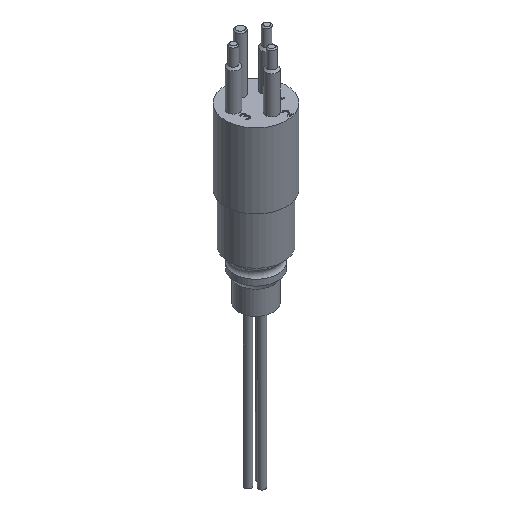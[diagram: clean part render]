
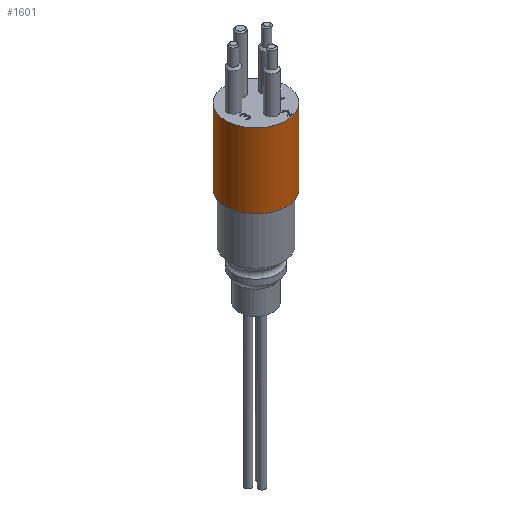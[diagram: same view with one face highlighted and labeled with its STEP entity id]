
A CAD part, isometric view. The second image highlights one B-rep face of the part: STEP entity #1601.
In plain terms, the highlighted cylindrical face has radius 7.75 mm (diameter 15.5 mm), a full revolution.
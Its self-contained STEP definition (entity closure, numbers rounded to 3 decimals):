
#28=CYLINDRICAL_SURFACE($,#1702,7.75);
#61=FACE_BOUND($,#421,.T.);
#106=CIRCLE($,#1703,7.75);
#107=CIRCLE($,#1704,7.75);
#298=FACE_OUTER_BOUND($,#420,.T.);
#420=EDGE_LOOP($,(#1323));
#421=EDGE_LOOP($,(#1324));
#782=VERTEX_POINT($,#2852);
#783=VERTEX_POINT($,#2854);
#983=EDGE_CURVE($,#782,#782,#106,.T.);
#984=EDGE_CURVE($,#783,#783,#107,.T.);
#1323=ORIENTED_EDGE($,*,*,#983,.T.);
#1324=ORIENTED_EDGE($,*,*,#984,.F.);
#1601=ADVANCED_FACE($,(#298,#61),#28,.T.);
#1702=AXIS2_PLACEMENT_3D($,#2851,#2002,#2003);
#1703=AXIS2_PLACEMENT_3D($,#2853,#2004,#2005);
#1704=AXIS2_PLACEMENT_3D($,#2855,#2006,#2007);
#2002=DIRECTION('center_axis',(0.,0.,1.));
#2003=DIRECTION('ref_axis',(-1.,0.,0.));
#2004=DIRECTION('center_axis',(0.,0.,-1.));
#2005=DIRECTION('ref_axis',(-1.,0.,0.));
#2006=DIRECTION('center_axis',(0.,0.,-1.));
#2007=DIRECTION('ref_axis',(-1.,0.,0.));
#2851=CARTESIAN_POINT('Origin',(0.,0.,0.));
#2852=CARTESIAN_POINT('',(7.75,0.,19.));
#2853=CARTESIAN_POINT('Origin',(0.,0.,19.));
#2854=CARTESIAN_POINT('',(7.75,0.,0.));
#2855=CARTESIAN_POINT('Origin',(0.,0.,0.));
